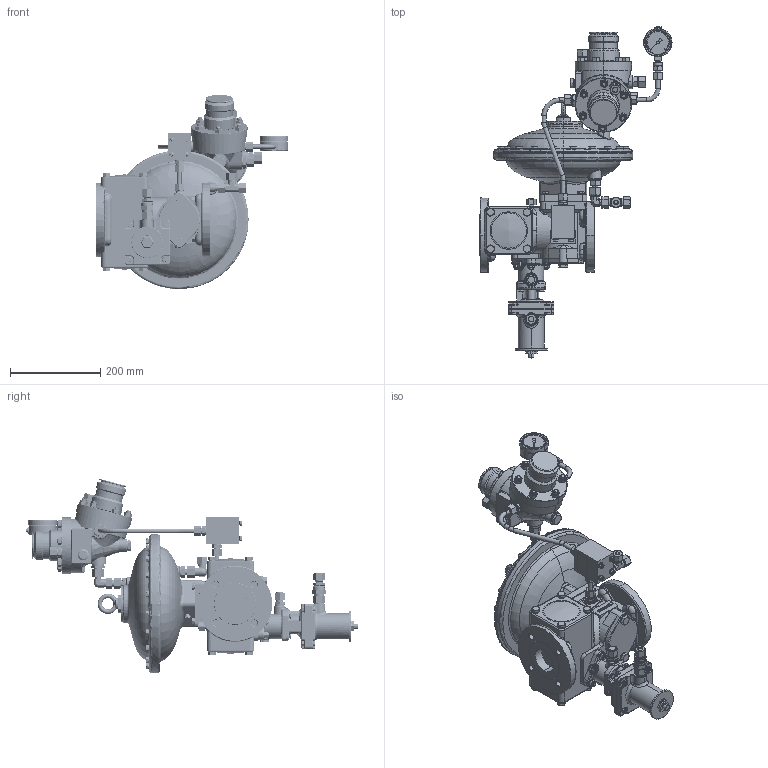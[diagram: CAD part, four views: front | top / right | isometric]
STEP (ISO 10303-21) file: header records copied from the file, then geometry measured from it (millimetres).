
FILE_DESCRIPTION (( 'STEP AP214' ), '1' );
FILE_NAME ('15066600-DN50-PN16-HON610-K1a.STEP', '2017-03-15T12:48:43', ( '' ), ( '' ), 'SwSTEP 2.0', 'SolidWorks 2015', '' );
FILE_SCHEMA (( 'AUTOMOTIVE_DESIGN' ));
Length unit declared in the file: millimetre
Products named in the file (1): 15066600-DN50-PN16-HON610-K1a
Bounding box: 426.6 x 736.87 x 431.44 mm (x, y, z)
Volume: 13377665.6 mm3; surface area: 795718.8 mm2
Topology: 1 solids, 1 shells, 4492 faces, 11539 edges, 7340 vertices
Faces by surface type: plane 1865, cone 1004, cylinder 940, bspline 381, torus 254, sphere 48
Entity records: 230811 total; most frequent: CARTESIAN_POINT 134100, ORIENTED_EDGE 22984, DIRECTION 15213, EDGE_CURVE 11492, VERTEX_POINT 7335, B_SPLINE_CURVE_WITH_KNOTS 5848, AXIS2_PLACEMENT_3D 5506, EDGE_LOOP 4837
